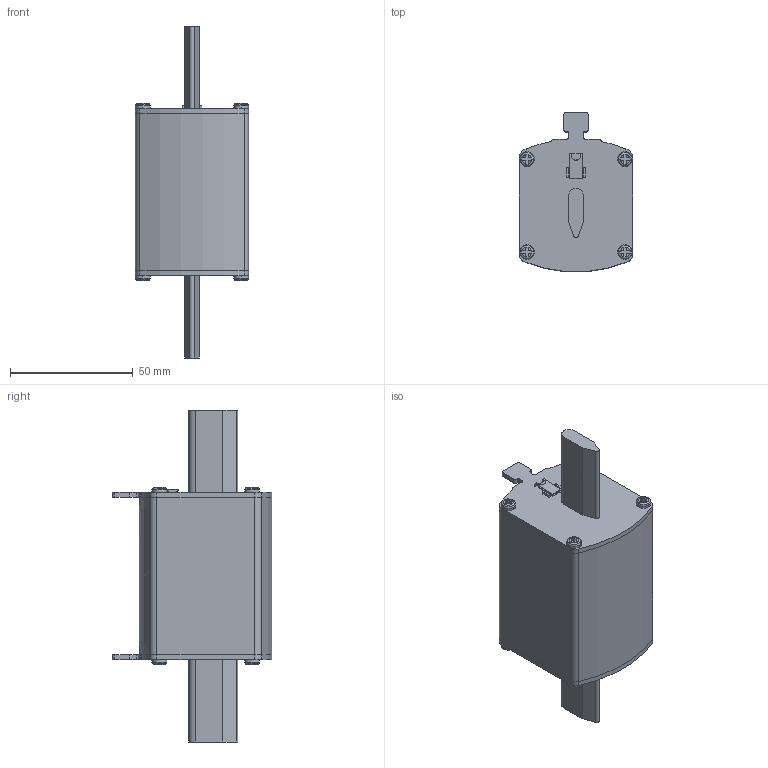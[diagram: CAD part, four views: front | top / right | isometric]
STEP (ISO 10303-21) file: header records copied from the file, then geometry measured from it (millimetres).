
FILE_DESCRIPTION((''),'2;1');
FILE_NAME('NH_DC_1_440V_ASM','2019-10-07T',('marketing.praksa'),('Audax d.o.o.'),'CREO PARAMETRIC BY PTC INC, 2017480','CREO PARAMETRIC BY PTC INC, 2017480','');
FILE_SCHEMA(('AUTOMOTIVE_DESIGN { 1 0 10303 214 1 1 1 1 }'));
Length unit declared in the file: millimetre
Products named in the file (23): 1AD; 1D6; 1E2; 1EB; 1FC; 228; 238; 240; 268; 282; 28F; 29C; 2A9; 2B6; 2C3; 2D0; 2E9; 300; 48D-210; 48D-211; 48D-212; PRODUCT_1_2_3_4_ASM; NH_DC_1_440V_ASM
Assembly tree (22 placements, depth 3):
  NH_DC_1_440V_ASM
    PRODUCT_1_2_3_4_ASM
      1AD
      1D6
      1E2
      1EB
      1FC
      228
      238
      240
      268
      282
      28F
      29C
      2A9
      2B6
      2C3
      2D0
      2E9
      300
      48D-210
      48D-211
      48D-212
Bounding box: 46 x 64.82 x 135 mm (x, y, z)
Volume: 165815.4 mm3; surface area: 38056.3 mm2
Topology: 21 solids, 21 shells, 487 faces, 1397 edges, 950 vertices
Faces by surface type: plane 285, cylinder 166, torus 32, sphere 4
Entity records: 23426 total; most frequent: CARTESIAN_POINT 4207, ORIENTED_EDGE 2786, DIRECTION 2593, PRESENTATION_STYLE_ASSIGNMENT 1489, STYLED_ITEM 1489, CURVE_STYLE 1393, EDGE_CURVE 1393, VERTEX_POINT 950
